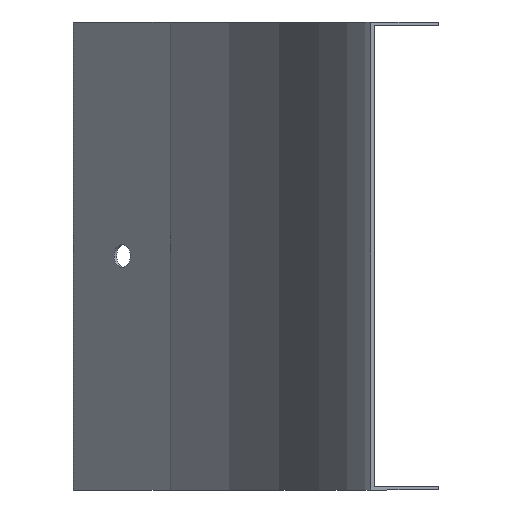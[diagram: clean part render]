
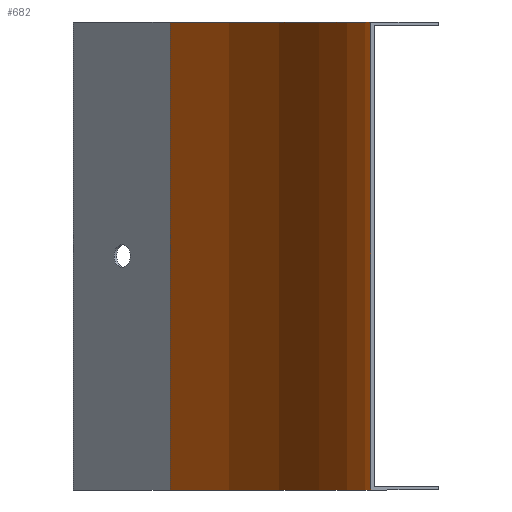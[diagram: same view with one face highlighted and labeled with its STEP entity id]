
A CAD part, left-side view. The second image highlights one B-rep face of the part: STEP entity #682.
In plain terms, the highlighted cylindrical face has radius 149.2 mm (diameter 298.4 mm), a partial arc.
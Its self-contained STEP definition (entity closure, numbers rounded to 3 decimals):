
#93 = CARTESIAN_POINT ( 'NONE',  ( 29.792, 164., -101.2 ) ) ;
#95 = DIRECTION ( 'NONE',  ( 0., 0., 1. ) ) ;
#102 = DIRECTION ( 'NONE',  ( 1., 0., 0. ) ) ;
#112 = DIRECTION ( 'NONE',  ( 0., 0., 1. ) ) ;
#117 = CARTESIAN_POINT ( 'NONE',  ( 135.292, 58.5, -101.2 ) ) ;
#139 = CIRCLE ( 'NONE', #498, 149.2 ) ;
#178 = EDGE_LOOP ( 'NONE', ( #256, #257, #258, #259 ) ) ;
#193 = VERTEX_POINT ( 'NONE', #697 ) ;
#202 = VERTEX_POINT ( 'NONE', #702 ) ;
#207 = VERTEX_POINT ( 'NONE', #619 ) ;
#208 = VERTEX_POINT ( 'NONE', #616 ) ;
#256 = ORIENTED_EDGE ( 'NONE', *, *, #630, .T. ) ;
#257 = ORIENTED_EDGE ( 'NONE', *, *, #663, .F. ) ;
#258 = ORIENTED_EDGE ( 'NONE', *, *, #635, .F. ) ;
#259 = ORIENTED_EDGE ( 'NONE', *, *, #633, .T. ) ;
#372 = CIRCLE ( 'NONE', #496, 149.2 ) ;
#373 = VECTOR ( 'NONE', #585, 1000. ) ;
#375 = LINE ( 'NONE', #598, #373 ) ;
#378 = VECTOR ( 'NONE', #112, 1000. ) ;
#396 = LINE ( 'NONE', #117, #378 ) ;
#441 = CYLINDRICAL_SURFACE ( 'NONE', #614, 149.2 ) ;
#444 = FACE_OUTER_BOUND ( 'NONE', #178, .T. ) ;
#496 = AXIS2_PLACEMENT_3D ( 'NONE', #581, #580, #579 ) ;
#498 = AXIS2_PLACEMENT_3D ( 'NONE', #594, #593, #592 ) ;
#579 = DIRECTION ( 'NONE',  ( 1., 0., 0. ) ) ;
#580 = DIRECTION ( 'NONE',  ( 0., 0., 1. ) ) ;
#581 = CARTESIAN_POINT ( 'NONE',  ( 29.792, 164., -101.2 ) ) ;
#585 = DIRECTION ( 'NONE',  ( 0., 0., 1. ) ) ;
#592 = DIRECTION ( 'NONE',  ( 1., 0., 0. ) ) ;
#593 = DIRECTION ( 'NONE',  ( 0., 0., 1. ) ) ;
#594 = CARTESIAN_POINT ( 'NONE',  ( 29.792, 164., 0.8 ) ) ;
#598 = CARTESIAN_POINT ( 'NONE',  ( 29.792, 14.8, -101.2 ) ) ;
#614 = AXIS2_PLACEMENT_3D ( 'NONE', #93, #95, #102 ) ;
#616 = CARTESIAN_POINT ( 'NONE',  ( 135.292, 58.5, 0.8 ) ) ;
#619 = CARTESIAN_POINT ( 'NONE',  ( 29.792, 14.8, 0.8 ) ) ;
#630 = EDGE_CURVE ( 'NONE', #207, #208, #139, .T. ) ;
#633 = EDGE_CURVE ( 'NONE', #202, #207, #375, .T. ) ;
#635 = EDGE_CURVE ( 'NONE', #202, #193, #372, .T. ) ;
#663 = EDGE_CURVE ( 'NONE', #193, #208, #396, .T. ) ;
#682 = ADVANCED_FACE ( 'NONE', ( #444 ), #441, .F. ) ;
#697 = CARTESIAN_POINT ( 'NONE',  ( 135.292, 58.5, -101.2 ) ) ;
#702 = CARTESIAN_POINT ( 'NONE',  ( 29.792, 14.8, -101.2 ) ) ;
